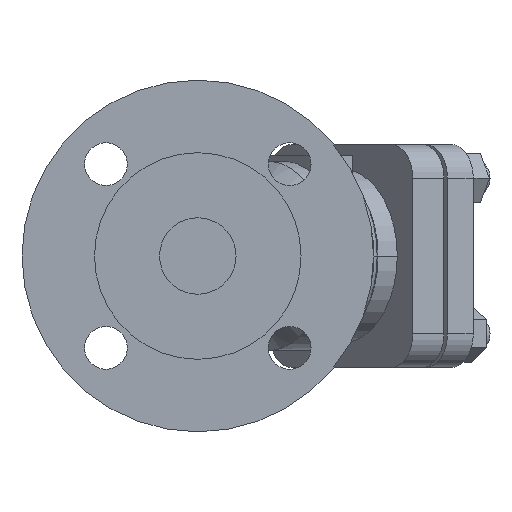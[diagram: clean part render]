
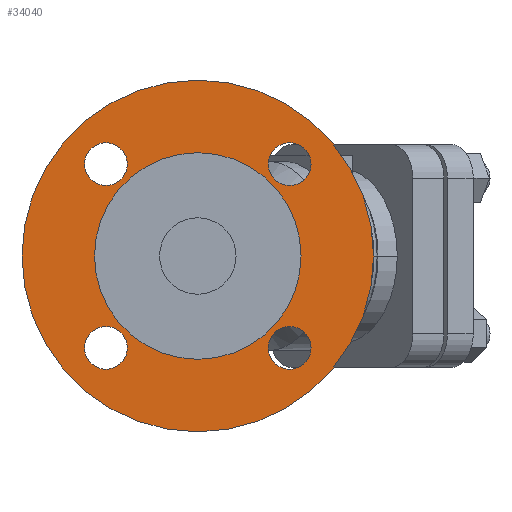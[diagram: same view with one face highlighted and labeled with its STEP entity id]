
A CAD part, left-side view. The second image highlights one B-rep face of the part: STEP entity #34040.
In plain terms, the highlighted planar face has unit normal (-1, 0, 0).
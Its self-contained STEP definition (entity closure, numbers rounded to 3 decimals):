
#3390=CARTESIAN_POINT('',(9.3,0.,0.));
#3400=DIRECTION('',(1.,0.,0.));
#3410=DIRECTION('',(0.,1.,0.));
#3420=AXIS2_PLACEMENT_3D('',#3390,#3400,#3410);
#3430=CYLINDRICAL_SURFACE('',#3420,33.78);
#3500=CARTESIAN_POINT('',(3.2,-33.78,0.));
#3510=VERTEX_POINT('',#3500);
#3690=CARTESIAN_POINT('',(3.2,33.78,0.));
#3700=VERTEX_POINT('',#3690);
#3740=CARTESIAN_POINT('',(3.2,0.,0.));
#3750=DIRECTION('',(-1.,0.,0.));
#3760=DIRECTION('',(0.,1.,0.));
#3770=AXIS2_PLACEMENT_3D('',#3740,#3750,#3760);
#3780=CIRCLE('',#3770,33.78);
#3790=CARTESIAN_POINT('',(3.2,0.,0.));
#3800=DIRECTION('',(1.,0.,0.));
#3810=DIRECTION('',(0.,0.,-1.));
#3820=AXIS2_PLACEMENT_3D('',#3790,#3800,#3810);
#3830=PLANE('',#3820);
#3840=SURFACE_CURVE('',#3780,(#3830,#3430),.CURVE_3D.);
#3850=EDGE_CURVE('',#3510,#3700,#3840,.T.);
#5980=CARTESIAN_POINT('',(18.6,0.,0.));
#5990=DIRECTION('',(1.,0.,0.));
#6000=DIRECTION('',(0.,0.,-1.));
#6010=AXIS2_PLACEMENT_3D('',#5980,#5990,#6000);
#6020=CYLINDRICAL_SURFACE('',#6010,57.5);
#6070=CARTESIAN_POINT('',(3.2,0.,-57.5));
#6080=VERTEX_POINT('',#6070);
#6140=CARTESIAN_POINT('',(3.2,0.,0.));
#6150=DIRECTION('',(1.,0.,0.));
#6160=DIRECTION('',(0.,0.,-1.));
#6170=AXIS2_PLACEMENT_3D('',#6140,#6150,#6160);
#6180=CIRCLE('',#6170,57.5);
#6190=CARTESIAN_POINT('',(3.2,0.,57.5));
#6200=VERTEX_POINT('',#6190);
#6210=SURFACE_CURVE('',#6180,(#6020,#3830),.CURVE_3D.);
#6220=EDGE_CURVE('',#6200,#6080,#6210,.T.);
#6440=CARTESIAN_POINT('',(18.6,30.052,-30.052));
#6450=DIRECTION('',(1.,0.,0.));
#6460=DIRECTION('',(0.,0.,-1.));
#6470=AXIS2_PLACEMENT_3D('',#6440,#6450,#6460);
#6480=CYLINDRICAL_SURFACE('',#6470,7.);
#6530=CARTESIAN_POINT('',(3.2,30.052,-23.052));
#6540=VERTEX_POINT('',#6530);
#6600=CARTESIAN_POINT('',(3.2,30.052,-30.052));
#6610=DIRECTION('',(-1.,0.,0.));
#6620=DIRECTION('',(0.,0.,-1.));
#6630=AXIS2_PLACEMENT_3D('',#6600,#6610,#6620);
#6640=CIRCLE('',#6630,7.);
#6650=CARTESIAN_POINT('',(3.2,30.052,-37.052));
#6660=VERTEX_POINT('',#6650);
#6670=SURFACE_CURVE('',#6640,(#6480,#3830),.CURVE_3D.);
#6680=EDGE_CURVE('',#6660,#6540,#6670,.T.);
#6900=CARTESIAN_POINT('',(18.6,-30.052,-30.052));
#6910=DIRECTION('',(1.,0.,0.));
#6920=DIRECTION('',(0.,0.,-1.));
#6930=AXIS2_PLACEMENT_3D('',#6900,#6910,#6920);
#6940=CYLINDRICAL_SURFACE('',#6930,7.);
#6990=CARTESIAN_POINT('',(3.2,-30.052,-23.052));
#7000=VERTEX_POINT('',#6990);
#7060=CARTESIAN_POINT('',(3.2,-30.052,-30.052));
#7070=DIRECTION('',(-1.,0.,0.));
#7080=DIRECTION('',(0.,0.,-1.));
#7090=AXIS2_PLACEMENT_3D('',#7060,#7070,#7080);
#7100=CIRCLE('',#7090,7.);
#7110=CARTESIAN_POINT('',(3.2,-30.052,-37.052));
#7120=VERTEX_POINT('',#7110);
#7130=SURFACE_CURVE('',#7100,(#6940,#3830),.CURVE_3D.);
#7140=EDGE_CURVE('',#7120,#7000,#7130,.T.);
#7360=CARTESIAN_POINT('',(18.6,30.052,30.052));
#7370=DIRECTION('',(1.,0.,0.));
#7380=DIRECTION('',(0.,0.,-1.));
#7390=AXIS2_PLACEMENT_3D('',#7360,#7370,#7380);
#7400=CYLINDRICAL_SURFACE('',#7390,7.);
#7450=CARTESIAN_POINT('',(3.2,30.052,23.052));
#7460=VERTEX_POINT('',#7450);
#7660=CARTESIAN_POINT('',(3.2,30.052,37.052));
#7670=VERTEX_POINT('',#7660);
#7710=CARTESIAN_POINT('',(3.2,30.052,30.052));
#7720=DIRECTION('',(-1.,0.,0.));
#7730=DIRECTION('',(0.,0.,-1.));
#7740=AXIS2_PLACEMENT_3D('',#7710,#7720,#7730);
#7750=CIRCLE('',#7740,7.);
#7760=SURFACE_CURVE('',#7750,(#7400,#3830),.CURVE_3D.);
#7770=EDGE_CURVE('',#7460,#7670,#7760,.T.);
#7820=CARTESIAN_POINT('',(18.6,-30.052,30.052));
#7830=DIRECTION('',(1.,0.,0.));
#7840=DIRECTION('',(0.,0.,-1.));
#7850=AXIS2_PLACEMENT_3D('',#7820,#7830,#7840);
#7860=CYLINDRICAL_SURFACE('',#7850,7.);
#7910=CARTESIAN_POINT('',(3.2,-30.052,23.052));
#7920=VERTEX_POINT('',#7910);
#8120=CARTESIAN_POINT('',(3.2,-30.052,37.052));
#8130=VERTEX_POINT('',#8120);
#8170=CARTESIAN_POINT('',(3.2,-30.052,30.052));
#8180=DIRECTION('',(-1.,0.,0.));
#8190=DIRECTION('',(0.,0.,-1.));
#8200=AXIS2_PLACEMENT_3D('',#8170,#8180,#8190);
#8210=CIRCLE('',#8200,7.);
#8220=SURFACE_CURVE('',#8210,(#7860,#3830),.CURVE_3D.);
#8230=EDGE_CURVE('',#7920,#8130,#8220,.T.);
#33680=SURFACE_CURVE('',#8210,(#7860,#3830),.CURVE_3D.);
#33690=EDGE_CURVE('',#8130,#7920,#33680,.T.);
#33700=ORIENTED_EDGE('',*,*,#33690,.F.);
#33710=ORIENTED_EDGE('',*,*,#8230,.F.);
#33720=EDGE_LOOP('',(#33710,#33700));
#33730=FACE_BOUND('',#33720,.T.);
#33740=SURFACE_CURVE('',#7750,(#7400,#3830),.CURVE_3D.);
#33750=EDGE_CURVE('',#7670,#7460,#33740,.T.);
#33760=ORIENTED_EDGE('',*,*,#33750,.F.);
#33770=ORIENTED_EDGE('',*,*,#7770,.F.);
#33780=EDGE_LOOP('',(#33770,#33760));
#33790=FACE_BOUND('',#33780,.T.);
#33800=SURFACE_CURVE('',#7100,(#6940,#3830),.CURVE_3D.);
#33810=EDGE_CURVE('',#7000,#7120,#33800,.T.);
#33820=ORIENTED_EDGE('',*,*,#33810,.F.);
#33830=ORIENTED_EDGE('',*,*,#7140,.F.);
#33840=EDGE_LOOP('',(#33830,#33820));
#33850=FACE_BOUND('',#33840,.T.);
#33860=SURFACE_CURVE('',#6640,(#6480,#3830),.CURVE_3D.);
#33870=EDGE_CURVE('',#6540,#6660,#33860,.T.);
#33880=ORIENTED_EDGE('',*,*,#33870,.F.);
#33890=ORIENTED_EDGE('',*,*,#6680,.F.);
#33900=EDGE_LOOP('',(#33890,#33880));
#33910=FACE_BOUND('',#33900,.T.);
#33920=ORIENTED_EDGE('',*,*,#6220,.F.);
#33930=SURFACE_CURVE('',#6180,(#6020,#3830),.CURVE_3D.);
#33940=EDGE_CURVE('',#6080,#6200,#33930,.T.);
#33950=ORIENTED_EDGE('',*,*,#33940,.F.);
#33960=EDGE_LOOP('',(#33950,#33920));
#33970=FACE_OUTER_BOUND('',#33960,.T.);
#33980=SURFACE_CURVE('',#3780,(#3830,#3430),.CURVE_3D.);
#33990=EDGE_CURVE('',#3700,#3510,#33980,.T.);
#34000=ORIENTED_EDGE('',*,*,#33990,.F.);
#34010=ORIENTED_EDGE('',*,*,#3850,.F.);
#34020=EDGE_LOOP('',(#34010,#34000));
#34030=FACE_BOUND('',#34020,.T.);
#34040=ADVANCED_FACE('',(#33730,#33790,#33850,#33910,#33970,#34030),
#3830,.F.);
